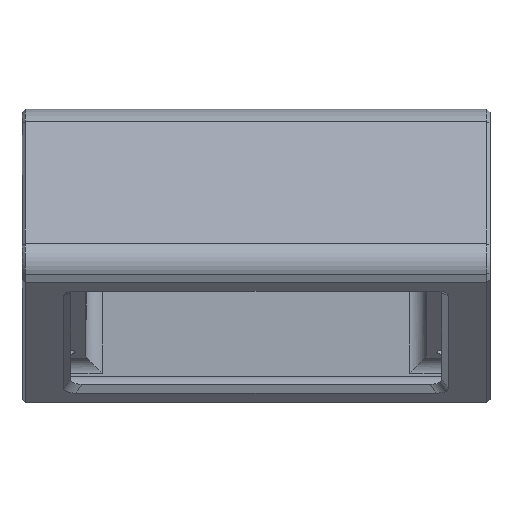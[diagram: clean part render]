
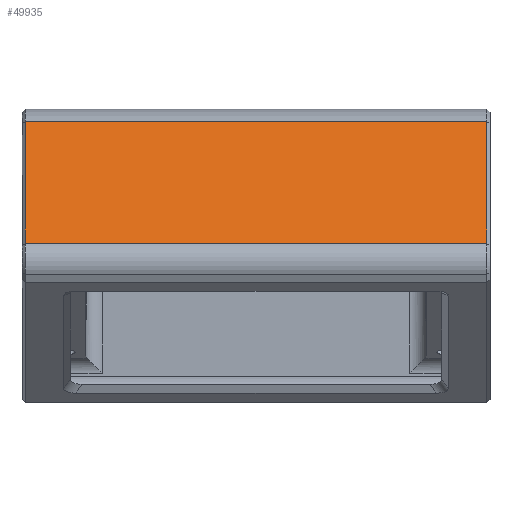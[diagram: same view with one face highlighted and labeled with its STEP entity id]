
A CAD part, top view. The second image highlights one B-rep face of the part: STEP entity #49935.
In plain terms, the highlighted planar face has unit normal (0, 0.819, 0.574).
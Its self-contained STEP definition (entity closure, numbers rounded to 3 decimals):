
#7699=LINE('',#79725,#14296);
#7707=LINE('',#79749,#14304);
#7711=LINE('',#79757,#14308);
#7712=LINE('',#79758,#14309);
#14296=VECTOR('',#64397,10.);
#14304=VECTOR('',#64423,10.);
#14308=VECTOR('',#64431,10.);
#14309=VECTOR('',#64432,10.);
#16538=PLANE('',#52606);
#18913=FACE_OUTER_BOUND('',#21616,.T.);
#21616=EDGE_LOOP('',(#45250,#45251,#45252,#45253));
#26631=VERTEX_POINT('',#79715);
#26633=VERTEX_POINT('',#79721);
#26641=VERTEX_POINT('',#79748);
#26643=VERTEX_POINT('',#79756);
#33554=EDGE_CURVE('',#26631,#26633,#7699,.T.);
#33566=EDGE_CURVE('',#26633,#26641,#7707,.T.);
#33571=EDGE_CURVE('',#26643,#26631,#7711,.T.);
#33572=EDGE_CURVE('',#26641,#26643,#7712,.T.);
#45250=ORIENTED_EDGE('',*,*,#33554,.F.);
#45251=ORIENTED_EDGE('',*,*,#33571,.F.);
#45252=ORIENTED_EDGE('',*,*,#33572,.F.);
#45253=ORIENTED_EDGE('',*,*,#33566,.F.);
#49935=ADVANCED_FACE('',(#18913),#16538,.T.);
#52606=AXIS2_PLACEMENT_3D('',#79755,#64429,#64430);
#64397=DIRECTION('',(0.,0.574,-0.819));
#64423=DIRECTION('',(1.,0.,0.));
#64429=DIRECTION('center_axis',(0.,0.819,0.574));
#64430=DIRECTION('ref_axis',(0.,0.574,-0.819));
#64431=DIRECTION('',(-1.,0.,0.));
#64432=DIRECTION('',(0.,-0.574,0.819));
#79715=CARTESIAN_POINT('',(-69.,21.394,91.095));
#79721=CARTESIAN_POINT('',(-69.,57.962,38.871));
#79725=CARTESIAN_POINT('',(-69.,15.557,99.431));
#79748=CARTESIAN_POINT('',(69.,57.962,38.871));
#79749=CARTESIAN_POINT('',(70.,57.962,38.871));
#79755=CARTESIAN_POINT('Origin',(70.,13.943,101.736));
#79756=CARTESIAN_POINT('',(69.,21.394,91.095));
#79757=CARTESIAN_POINT('',(35.,21.394,91.095));
#79758=CARTESIAN_POINT('',(69.,28.463,81.));
